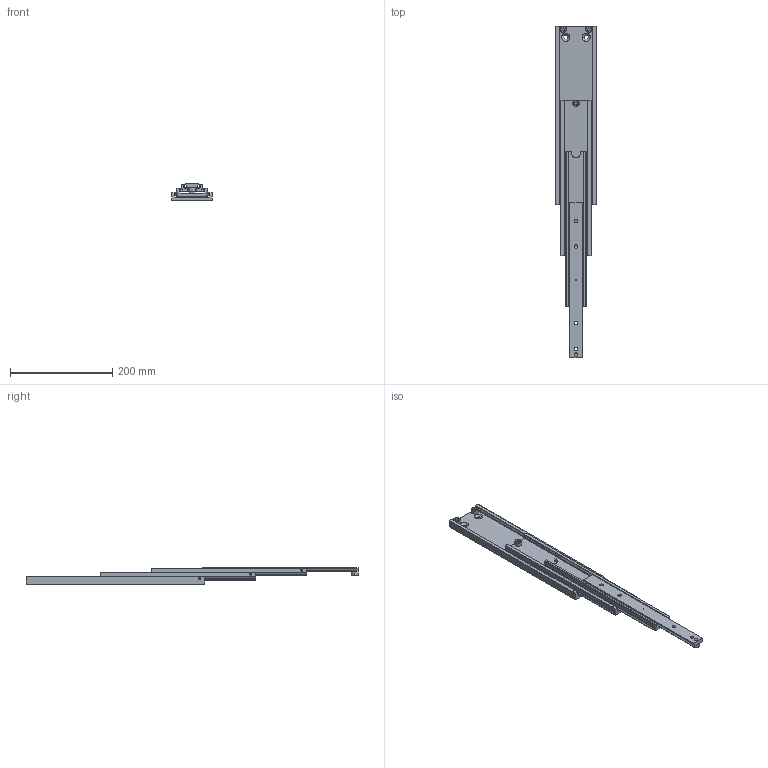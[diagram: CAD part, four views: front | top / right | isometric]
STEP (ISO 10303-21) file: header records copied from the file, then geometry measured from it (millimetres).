
FILE_DESCRIPTION((''),'2;1');
FILE_NAME('XTSR-80-350.stp','2022-05-23T13:55:12',(''),(''),'Mechanical Desktop 2006','Mechanical Desktop 2006',', , ');
FILE_SCHEMA(('CONFIG_CONTROL_DESIGN'));
Length unit declared in the file: millimetre
Products named in the file (5): XTSR-80-A; MAIN PROFILE; INTER-60; INTER-40; INNER BEAM
Assembly tree (4 placements, depth 2):
  XTSR-80-A
    MAIN PROFILE
    INTER-60
    INTER-40
    INNER BEAM
Bounding box: 80 x 650 x 32 mm (x, y, z)
Volume: 495577 mm3; surface area: 192911.6 mm2
Topology: 4 solids, 52 shells, 815 faces, 2066 edges, 1229 vertices
Faces by surface type: cylinder 242, torus 236, cone 182, plane 147, bspline 8
Entity records: 25840 total; most frequent: CARTESIAN_POINT 5760, DIRECTION 4546, ORIENTED_EDGE 4088, EDGE_CURVE 2044, AXIS2_PLACEMENT_3D 1932, VERTEX_POINT 1229, CIRCLE 1116, EDGE_LOOP 857
